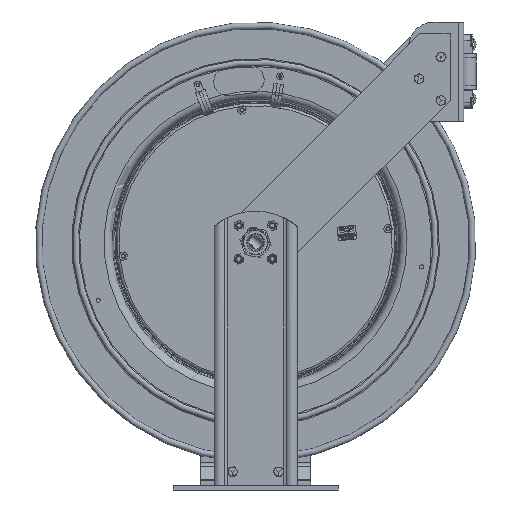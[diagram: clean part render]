
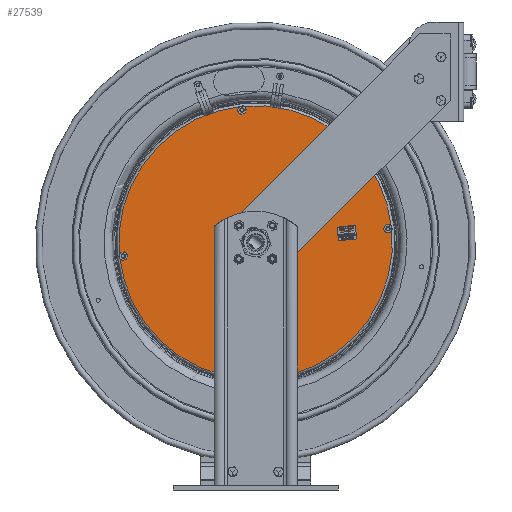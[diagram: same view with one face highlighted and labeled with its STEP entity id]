
A CAD part, front view. The second image highlights one B-rep face of the part: STEP entity #27539.
In plain terms, the highlighted planar face has unit normal (0, -1, 0).
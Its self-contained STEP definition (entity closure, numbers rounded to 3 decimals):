
#1927=FACE_BOUND('',#3889,.T.);
#1928=FACE_BOUND('',#3890,.T.);
#1929=FACE_BOUND('',#3891,.T.);
#1930=FACE_BOUND('',#3892,.T.);
#1931=FACE_BOUND('',#3893,.T.);
#2367=PLANE('',#29146);
#2921=FACE_OUTER_BOUND('',#3888,.T.);
#3888=EDGE_LOOP('',(#25535));
#3889=EDGE_LOOP('',(#25536));
#3890=EDGE_LOOP('',(#25537));
#3891=EDGE_LOOP('',(#25538));
#3892=EDGE_LOOP('',(#25539));
#3893=EDGE_LOOP('',(#25540));
#10575=CIRCLE('',#29145,7.455);
#10576=CIRCLE('',#29147,0.14);
#10577=CIRCLE('',#29148,0.14);
#10578=CIRCLE('',#29149,0.14);
#10579=CIRCLE('',#29150,0.14);
#10580=CIRCLE('',#29151,0.655);
#14611=VERTEX_POINT('',#47829);
#14612=VERTEX_POINT('',#47832);
#14613=VERTEX_POINT('',#47834);
#14614=VERTEX_POINT('',#47836);
#14615=VERTEX_POINT('',#47838);
#14616=VERTEX_POINT('',#47840);
#19762=EDGE_CURVE('',#14611,#14611,#10575,.T.);
#19763=EDGE_CURVE('',#14612,#14612,#10576,.T.);
#19764=EDGE_CURVE('',#14613,#14613,#10577,.T.);
#19765=EDGE_CURVE('',#14614,#14614,#10578,.T.);
#19766=EDGE_CURVE('',#14615,#14615,#10579,.T.);
#19767=EDGE_CURVE('',#14616,#14616,#10580,.T.);
#25535=ORIENTED_EDGE('',*,*,#19762,.F.);
#25536=ORIENTED_EDGE('',*,*,#19763,.T.);
#25537=ORIENTED_EDGE('',*,*,#19764,.T.);
#25538=ORIENTED_EDGE('',*,*,#19765,.T.);
#25539=ORIENTED_EDGE('',*,*,#19766,.T.);
#25540=ORIENTED_EDGE('',*,*,#19767,.T.);
#27539=ADVANCED_FACE('',(#2921,#1927,#1928,#1929,#1930,#1931),#2367,.T.);
#29145=AXIS2_PLACEMENT_3D('',#47830,#34261,#34262);
#29146=AXIS2_PLACEMENT_3D('',#47831,#34263,#34264);
#29147=AXIS2_PLACEMENT_3D('',#47833,#34265,#34266);
#29148=AXIS2_PLACEMENT_3D('',#47835,#34267,#34268);
#29149=AXIS2_PLACEMENT_3D('',#47837,#34269,#34270);
#29150=AXIS2_PLACEMENT_3D('',#47839,#34271,#34272);
#29151=AXIS2_PLACEMENT_3D('',#47841,#34273,#34274);
#34261=DIRECTION('center_axis',(0.,1.,0.));
#34262=DIRECTION('ref_axis',(0.995,0.,0.103));
#34263=DIRECTION('center_axis',(0.,-1.,0.));
#34264=DIRECTION('ref_axis',(0.995,0.,0.103));
#34265=DIRECTION('center_axis',(0.,1.,0.));
#34266=DIRECTION('ref_axis',(0.995,0.,0.103));
#34267=DIRECTION('center_axis',(0.,1.,0.));
#34268=DIRECTION('ref_axis',(0.995,0.,0.103));
#34269=DIRECTION('center_axis',(0.,1.,0.));
#34270=DIRECTION('ref_axis',(0.995,0.,0.103));
#34271=DIRECTION('center_axis',(0.,1.,0.));
#34272=DIRECTION('ref_axis',(0.995,0.,0.103));
#34273=DIRECTION('center_axis',(0.,1.,0.));
#34274=DIRECTION('ref_axis',(-0.995,0.,-0.103));
#47829=CARTESIAN_POINT('',(-7.416,-0.857,12.725));
#47830=CARTESIAN_POINT('Origin',(0.,-0.857,
13.49));
#47831=CARTESIAN_POINT('Origin',(0.,-0.857,
13.49));
#47832=CARTESIAN_POINT('',(-7.072,-0.857,12.76));
#47833=CARTESIAN_POINT('Origin',(-7.212,-0.857,12.746));
#47834=CARTESIAN_POINT('',(-0.605,-0.857,20.716));
#47835=CARTESIAN_POINT('Origin',(-0.744,-0.857,
20.702));
#47836=CARTESIAN_POINT('',(0.883,-0.857,6.293));
#47837=CARTESIAN_POINT('Origin',(0.744,-0.857,6.278));
#47838=CARTESIAN_POINT('',(7.351,-0.857,14.249));
#47839=CARTESIAN_POINT('Origin',(7.212,-0.857,14.234));
#47840=CARTESIAN_POINT('',(0.652,-0.857,13.557));
#47841=CARTESIAN_POINT('Origin',(0.,-0.857,
13.49));
